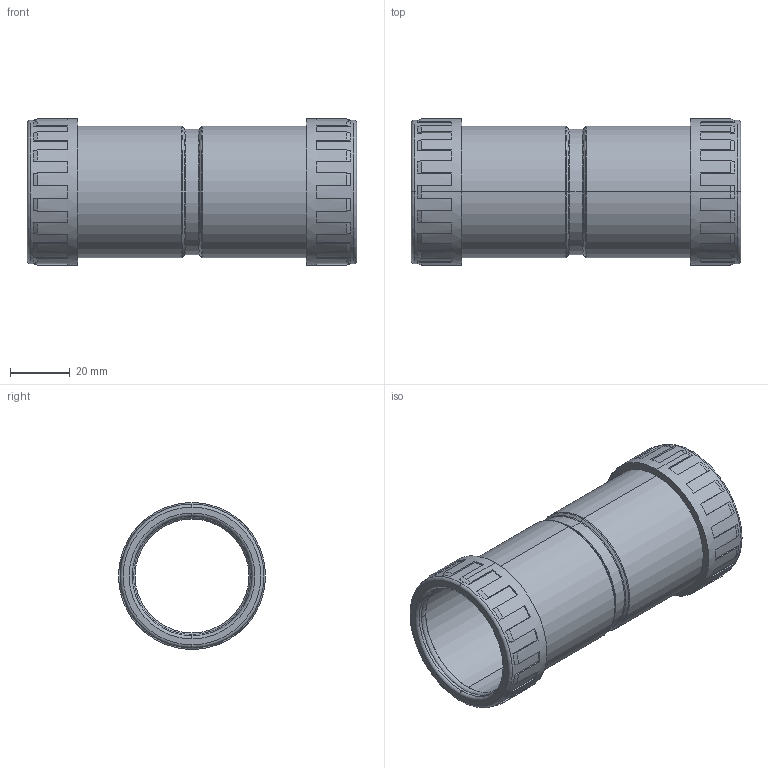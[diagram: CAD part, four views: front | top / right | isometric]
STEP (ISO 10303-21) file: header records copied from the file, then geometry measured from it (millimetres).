
FILE_DESCRIPTION (( 'STEP AP214' ), '1' );
FILE_NAME ('CTA10D-MS40-K41-025 - Ìóôòà òðóáà-òðóáà MS40 IP65.STEP', '2016-06-21T08:36:03', ( '' ), ( '' ), 'SwSTEP 2.0', 'SolidWorks 2014', '' );
FILE_SCHEMA (( 'AUTOMOTIVE_DESIGN' ));
Length unit declared in the file: millimetre
Products named in the file (1): CTA10D-MS40-K41-025 - Ìóôòà òðóáà-òðóáà MS40 IP65
Bounding box: 110 x 49 x 49 mm (x, y, z)
Volume: 39140.6 mm3; surface area: 33239.5 mm2
Topology: 1 solids, 5 shells, 226 faces, 598 edges, 384 vertices
Faces by surface type: plane 120, cone 46, cylinder 32, torus 24, bspline 4
Entity records: 7216 total; most frequent: CARTESIAN_POINT 1497, DIRECTION 1232, ORIENTED_EDGE 1196, EDGE_CURVE 598, AXIS2_PLACEMENT_3D 487, VERTEX_POINT 384, CIRCLE 264, LINE 258
